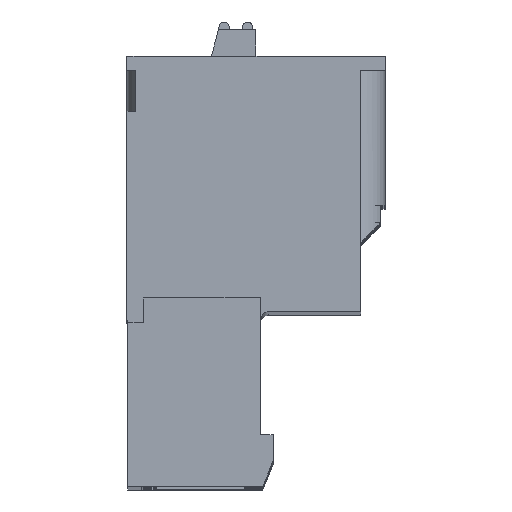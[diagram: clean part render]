
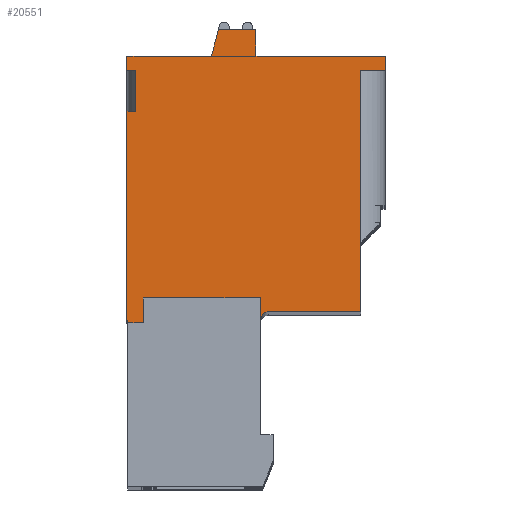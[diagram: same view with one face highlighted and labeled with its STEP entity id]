
A CAD part, top view. The second image highlights one B-rep face of the part: STEP entity #20551.
In plain terms, the highlighted planar face has unit normal (0, 0, 1).
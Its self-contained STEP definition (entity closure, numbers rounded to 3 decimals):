
#903=DIRECTION('',(0.,1.,0.));
#904=VECTOR('',#903,1.3);
#905=CARTESIAN_POINT('',(3.741,-4.022,2.5));
#906=LINE('',#905,#904);
#907=DIRECTION('',(-1.,0.,0.));
#908=VECTOR('',#907,6.8);
#909=CARTESIAN_POINT('',(3.741,-2.722,2.5));
#910=LINE('',#909,#908);
#911=DIRECTION('',(0.,-1.,0.));
#912=VECTOR('',#911,1.45);
#913=CARTESIAN_POINT('',(-3.059,-2.722,2.5));
#914=LINE('',#913,#912);
#915=DIRECTION('',(-1.,0.,0.));
#916=VECTOR('',#915,0.9);
#917=CARTESIAN_POINT('',(-3.059,-4.172,2.5));
#918=LINE('',#917,#916);
#919=DIRECTION('',(0.,-1.,0.));
#920=VECTOR('',#919,0.15);
#921=CARTESIAN_POINT('',(-3.959,-4.022,2.5));
#922=LINE('',#921,#920);
#923=DIRECTION('',(1.,0.,0.));
#924=VECTOR('',#923,0.05);
#925=CARTESIAN_POINT('',(-4.009,-4.022,2.5));
#926=LINE('',#925,#924);
#927=DIRECTION('',(0.,-1.,0.));
#928=VECTOR('',#927,12.15);
#929=CARTESIAN_POINT('',(-4.009,8.128,2.5));
#930=LINE('',#929,#928);
#931=DIRECTION('',(1.,0.,0.));
#932=VECTOR('',#931,0.5);
#933=CARTESIAN_POINT('',(-4.009,8.128,2.5));
#934=LINE('',#933,#932);
#935=DIRECTION('',(0.,-1.,0.));
#936=VECTOR('',#935,2.4);
#937=CARTESIAN_POINT('',(-3.509,10.528,2.5));
#938=LINE('',#937,#936);
#939=DIRECTION('',(1.,0.,0.));
#940=VECTOR('',#939,0.5);
#941=CARTESIAN_POINT('',(-4.009,10.528,2.5));
#942=LINE('',#941,#940);
#943=DIRECTION('',(0.,-1.,0.));
#944=VECTOR('',#943,0.8);
#945=CARTESIAN_POINT('',(-4.009,11.328,2.5));
#946=LINE('',#945,#944);
#947=DIRECTION('',(-1.,0.,0.));
#948=VECTOR('',#947,4.907);
#949=CARTESIAN_POINT('',(0.898,11.328,2.5));
#950=LINE('',#949,#948);
#951=DIRECTION('',(-0.259,-0.966,0.));
#952=VECTOR('',#951,1.605);
#953=CARTESIAN_POINT('',(1.313,12.878,2.5));
#954=LINE('',#953,#952);
#955=DIRECTION('',(-1.,0.,0.));
#956=VECTOR('',#955,2.178);
#957=CARTESIAN_POINT('',(3.491,12.878,2.5));
#958=LINE('',#957,#956);
#959=DIRECTION('',(0.,1.,0.));
#960=VECTOR('',#959,1.55);
#961=CARTESIAN_POINT('',(3.491,11.328,2.5));
#962=LINE('',#961,#960);
#963=DIRECTION('',(-1.,0.,0.));
#964=VECTOR('',#963,7.5);
#965=CARTESIAN_POINT('',(10.991,11.328,2.5));
#966=LINE('',#965,#964);
#967=DIRECTION('',(0.,1.,0.));
#968=VECTOR('',#967,0.8);
#969=CARTESIAN_POINT('',(10.991,10.528,2.5));
#970=LINE('',#969,#968);
#971=DIRECTION('',(-1.,0.,0.));
#972=VECTOR('',#971,1.4);
#973=CARTESIAN_POINT('',(10.991,10.528,2.5));
#974=LINE('',#973,#972);
#975=DIRECTION('',(1.,0.,0.));
#976=VECTOR('',#975,5.35);
#977=CARTESIAN_POINT('',(4.241,-3.522,2.5));
#978=LINE('',#977,#976);
#979=CARTESIAN_POINT('',(4.241,-4.022,2.5));
#980=DIRECTION('',(0.,0.,-1.));
#981=DIRECTION('',(-1.,0.,0.));
#982=AXIS2_PLACEMENT_3D('',#979,#980,#981);
#5058=DIRECTION('',(0.,1.,0.));
#5059=VECTOR('',#5058,14.05);
#5060=CARTESIAN_POINT('',(9.591,-3.522,2.5));
#5061=LINE('',#5060,#5059);
#15260=CARTESIAN_POINT('',(-4.009,-4.022,2.5));
#15261=CARTESIAN_POINT('',(-3.959,-4.022,2.5));
#15262=VERTEX_POINT('',#15260);
#15263=VERTEX_POINT('',#15261);
#15264=CARTESIAN_POINT('',(4.241,-3.522,2.5));
#15265=CARTESIAN_POINT('',(9.591,-3.522,2.5));
#15266=VERTEX_POINT('',#15264);
#15267=VERTEX_POINT('',#15265);
#15268=CARTESIAN_POINT('',(10.991,11.328,2.5));
#15269=CARTESIAN_POINT('',(3.491,11.328,2.5));
#15270=VERTEX_POINT('',#15268);
#15271=VERTEX_POINT('',#15269);
#15272=CARTESIAN_POINT('',(3.491,12.878,2.5));
#15273=VERTEX_POINT('',#15272);
#15274=CARTESIAN_POINT('',(1.313,12.878,2.5));
#15275=VERTEX_POINT('',#15274);
#15276=CARTESIAN_POINT('',(0.898,11.328,2.5));
#15277=VERTEX_POINT('',#15276);
#15278=CARTESIAN_POINT('',(-4.009,11.328,2.5));
#15279=VERTEX_POINT('',#15278);
#15284=CARTESIAN_POINT('',(10.991,10.528,2.5));
#15285=CARTESIAN_POINT('',(9.591,10.528,2.5));
#15286=VERTEX_POINT('',#15284);
#15287=VERTEX_POINT('',#15285);
#15402=CARTESIAN_POINT('',(3.741,-4.022,2.5));
#15403=CARTESIAN_POINT('',(3.741,-2.722,2.5));
#15404=VERTEX_POINT('',#15402);
#15405=VERTEX_POINT('',#15403);
#15406=CARTESIAN_POINT('',(-3.059,-2.722,2.5));
#15407=VERTEX_POINT('',#15406);
#15408=CARTESIAN_POINT('',(-3.059,-4.172,2.5));
#15409=VERTEX_POINT('',#15408);
#15410=CARTESIAN_POINT('',(-3.959,-4.172,2.5));
#15411=VERTEX_POINT('',#15410);
#15416=CARTESIAN_POINT('',(-4.009,10.528,2.5));
#15417=CARTESIAN_POINT('',(-3.509,10.528,2.5));
#15418=VERTEX_POINT('',#15416);
#15419=VERTEX_POINT('',#15417);
#15420=CARTESIAN_POINT('',(-4.009,8.128,2.5));
#15421=CARTESIAN_POINT('',(-3.509,8.128,2.5));
#15422=VERTEX_POINT('',#15420);
#15423=VERTEX_POINT('',#15421);
#20505=CARTESIAN_POINT('',(0.,0.,2.5));
#20506=DIRECTION('',(0.,0.,1.));
#20507=DIRECTION('',(1.,0.,0.));
#20508=AXIS2_PLACEMENT_3D('',#20505,#20506,#20507);
#20509=PLANE('',#20508);
#20510=ORIENTED_EDGE('',*,*,#20486,.T.);
#20512=ORIENTED_EDGE('',*,*,#20511,.T.);
#20514=ORIENTED_EDGE('',*,*,#20513,.T.);
#20516=ORIENTED_EDGE('',*,*,#20515,.T.);
#20517=ORIENTED_EDGE('',*,*,#19724,.F.);
#20519=ORIENTED_EDGE('',*,*,#20518,.F.);
#20521=ORIENTED_EDGE('',*,*,#20520,.F.);
#20523=ORIENTED_EDGE('',*,*,#20522,.T.);
#20525=ORIENTED_EDGE('',*,*,#20524,.F.);
#20527=ORIENTED_EDGE('',*,*,#20526,.F.);
#20529=ORIENTED_EDGE('',*,*,#20528,.F.);
#20531=ORIENTED_EDGE('',*,*,#20530,.F.);
#20533=ORIENTED_EDGE('',*,*,#20532,.F.);
#20535=ORIENTED_EDGE('',*,*,#20534,.F.);
#20537=ORIENTED_EDGE('',*,*,#20536,.F.);
#20539=ORIENTED_EDGE('',*,*,#20538,.F.);
#20541=ORIENTED_EDGE('',*,*,#20540,.F.);
#20543=ORIENTED_EDGE('',*,*,#20542,.T.);
#20545=ORIENTED_EDGE('',*,*,#20544,.F.);
#20547=ORIENTED_EDGE('',*,*,#20546,.F.);
#20548=ORIENTED_EDGE('',*,*,#20498,.F.);
#20549=EDGE_LOOP('',(#20510,#20512,#20514,#20516,#20517,#20519,#20521,#20523,
#20525,#20527,#20529,#20531,#20533,#20535,#20537,#20539,#20541,#20543,#20545,
#20547,#20548));
#20550=FACE_OUTER_BOUND('',#20549,.F.);
#983=CIRCLE('',#982,0.5);
#19724=EDGE_CURVE('',#15263,#15411,#922,.T.);
#20486=EDGE_CURVE('',#15404,#15405,#906,.T.);
#20498=EDGE_CURVE('',#15404,#15266,#983,.T.);
#20511=EDGE_CURVE('',#15405,#15407,#910,.T.);
#20513=EDGE_CURVE('',#15407,#15409,#914,.T.);
#20515=EDGE_CURVE('',#15409,#15411,#918,.T.);
#20518=EDGE_CURVE('',#15262,#15263,#926,.T.);
#20520=EDGE_CURVE('',#15422,#15262,#930,.T.);
#20522=EDGE_CURVE('',#15422,#15423,#934,.T.);
#20524=EDGE_CURVE('',#15419,#15423,#938,.T.);
#20526=EDGE_CURVE('',#15418,#15419,#942,.T.);
#20528=EDGE_CURVE('',#15279,#15418,#946,.T.);
#20530=EDGE_CURVE('',#15277,#15279,#950,.T.);
#20532=EDGE_CURVE('',#15275,#15277,#954,.T.);
#20534=EDGE_CURVE('',#15273,#15275,#958,.T.);
#20536=EDGE_CURVE('',#15271,#15273,#962,.T.);
#20538=EDGE_CURVE('',#15270,#15271,#966,.T.);
#20540=EDGE_CURVE('',#15286,#15270,#970,.T.);
#20542=EDGE_CURVE('',#15286,#15287,#974,.T.);
#20544=EDGE_CURVE('',#15267,#15287,#5061,.T.);
#20546=EDGE_CURVE('',#15266,#15267,#978,.T.);
#20551=ADVANCED_FACE('',(#20550),#20509,.T.);
